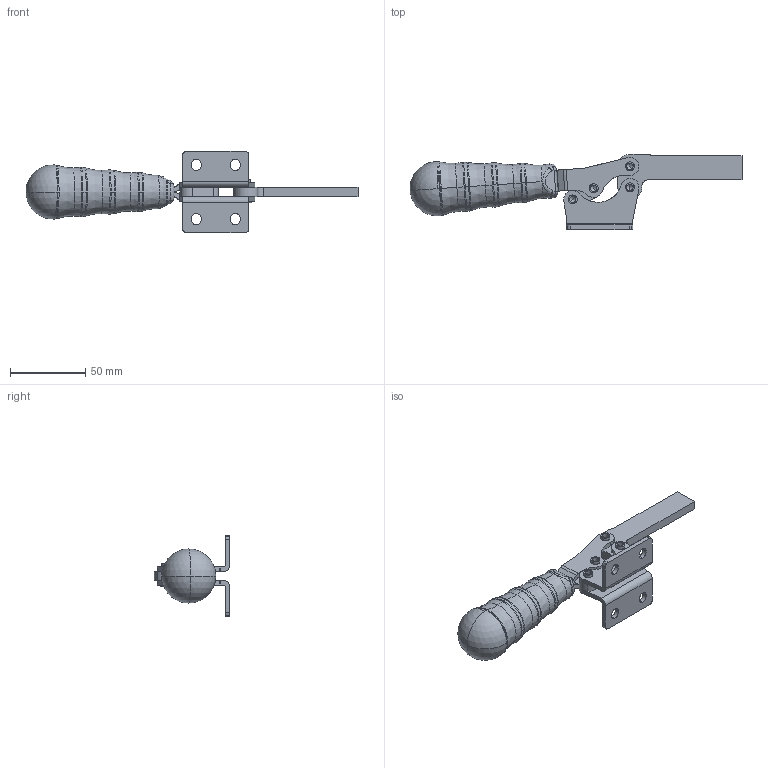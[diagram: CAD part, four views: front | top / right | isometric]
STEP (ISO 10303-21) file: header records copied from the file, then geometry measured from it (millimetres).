
FILE_DESCRIPTION((''),'2;1');
FILE_NAME('123F.0.stp','2005-09-27T15:37:26',('Kysilko'),(''),'Autodesk Inventor 8','Autodesk Inventor 8','');
FILE_SCHEMA(('AUTOMOTIVE_DESIGN { 1 0 10303 214 1 1 1 1 }'));
Length unit declared in the file: millimetre
Products named in the file (1): Part18
Bounding box: 220.68 x 50 x 54 mm (x, y, z)
Volume: 87537.4 mm3; surface area: 31072.8 mm2
Topology: 1 solids, 5 shells, 871 faces, 2350 edges, 1345 vertices
Faces by surface type: plane 338, cone 314, bspline 124, cylinder 73, sphere 14, torus 8
Entity records: 30437 total; most frequent: CARTESIAN_POINT 9815, ORIENTED_EDGE 4672, DIRECTION 4240, EDGE_CURVE 2336, AXIS2_PLACEMENT_3D 1746, VERTEX_POINT 1345, EDGE_LOOP 1045, CIRCLE 998
